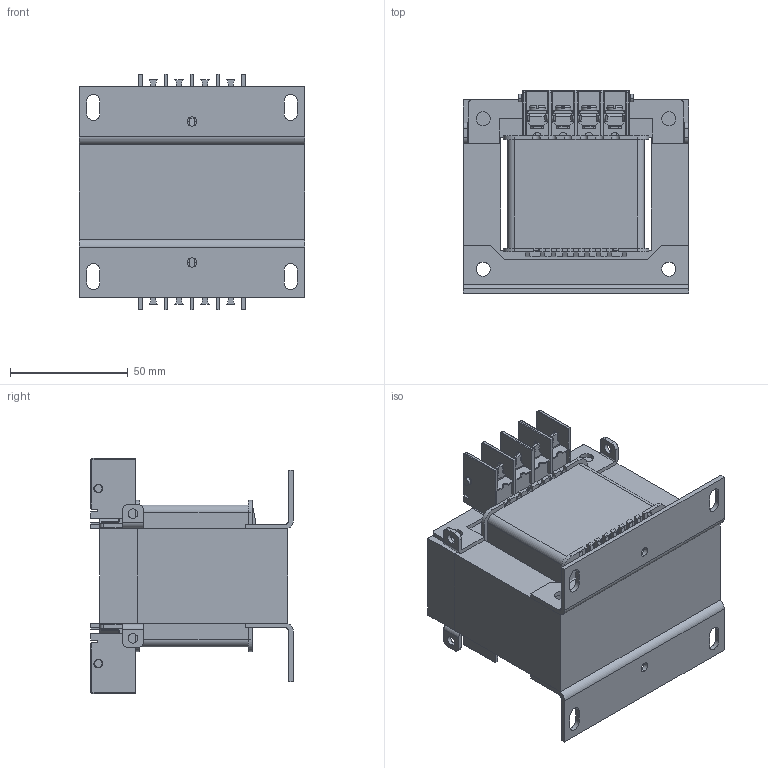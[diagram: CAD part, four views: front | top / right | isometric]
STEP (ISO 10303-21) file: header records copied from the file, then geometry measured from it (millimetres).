
FILE_DESCRIPTION (( 'STEP AP214' ), '1' );
FILE_NAME ('SP250MQMJ.step', '2019-03-27T13:32:56', ( '' ), ( '' ), 'SwSTEP 2.0', 'SolidWorks 2018', '' );
FILE_SCHEMA (( 'AUTOMOTIVE_DESIGN' ));
Length unit declared in the file: inch
Products named in the file (1): SP250MQMJ
Bounding box: 96 x 86.25 x 100 mm (x, y, z)
Volume: 403940.8 mm3; surface area: 117251.2 mm2
Topology: 41 solids, 41 shells, 3218 faces, 8954 edges, 5748 vertices
Faces by surface type: plane 1990, cylinder 930, bspline 260, cone 38
Entity records: 128206 total; most frequent: CARTESIAN_POINT 48786, ORIENTED_EDGE 17780, DIRECTION 14546, EDGE_CURVE 8890, LINE 5962, VECTOR 5962, VERTEX_POINT 5748, AXIS2_PLACEMENT_3D 4292
